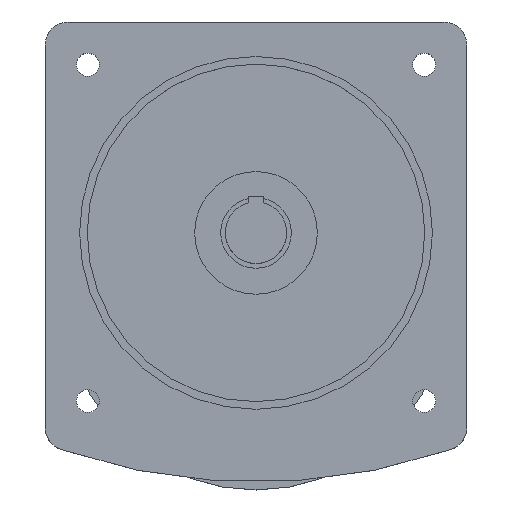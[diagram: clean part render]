
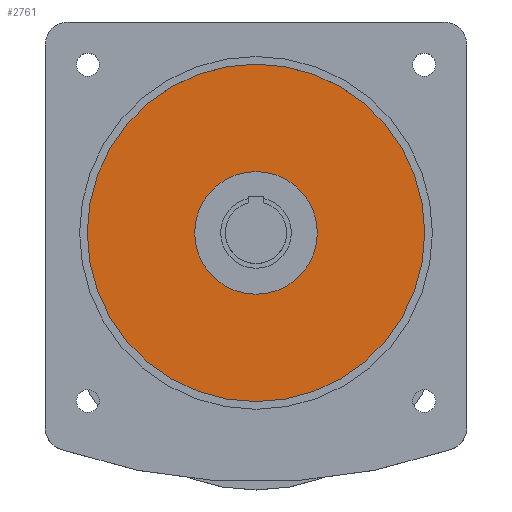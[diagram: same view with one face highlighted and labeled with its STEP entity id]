
A CAD part, top view. The second image highlights one B-rep face of the part: STEP entity #2761.
In plain terms, the highlighted planar face has unit normal (0, 0, 1).
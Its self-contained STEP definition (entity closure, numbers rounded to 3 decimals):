
#73 = CARTESIAN_POINT ( 'NONE',  ( 0., 0., 0. ) ) ;
#209 = DIRECTION ( 'NONE',  ( 1., 0., 0. ) ) ;
#394 = CARTESIAN_POINT ( 'NONE',  ( 0., 0., 0. ) ) ;
#512 = CARTESIAN_POINT ( 'NONE',  ( 40., 0., 0. ) ) ;
#519 = ORIENTED_EDGE ( 'NONE', *, *, #725, .F. ) ;
#533 = EDGE_CURVE ( 'NONE', #743, #664, #4556, .T. ) ;
#664 = VERTEX_POINT ( 'NONE', #1326 ) ;
#701 = CIRCLE ( 'NONE', #4381, 110. ) ;
#725 = EDGE_CURVE ( 'NONE', #664, #743, #701, .T. ) ;
#743 = VERTEX_POINT ( 'NONE', #2190 ) ;
#785 = EDGE_LOOP ( 'NONE', ( #5132, #3870 ) ) ;
#862 = VERTEX_POINT ( 'NONE', #512 ) ;
#1029 = CARTESIAN_POINT ( 'NONE',  ( -40., 0., 0. ) ) ;
#1032 = CARTESIAN_POINT ( 'NONE',  ( 0., 0., 0. ) ) ;
#1111 = AXIS2_PLACEMENT_3D ( 'NONE', #3868, #2082, #2977 ) ;
#1326 = CARTESIAN_POINT ( 'NONE',  ( -110., 0., 0. ) ) ;
#1328 = FACE_BOUND ( 'NONE', #785, .T. ) ;
#1485 = DIRECTION ( 'NONE',  ( 0., 0., 1. ) ) ;
#1774 = DIRECTION ( 'NONE',  ( 0., 0., -1. ) ) ;
#1928 = DIRECTION ( 'NONE',  ( 1., 0., 0. ) ) ;
#2082 = DIRECTION ( 'NONE',  ( 0., 0., 1. ) ) ;
#2190 = CARTESIAN_POINT ( 'NONE',  ( 110., 0., 0. ) ) ;
#2482 = EDGE_CURVE ( 'NONE', #4916, #862, #4729, .T. ) ;
#2560 = AXIS2_PLACEMENT_3D ( 'NONE', #73, #4777, #209 ) ;
#2675 = EDGE_LOOP ( 'NONE', ( #519, #4001 ) ) ;
#2697 = AXIS2_PLACEMENT_3D ( 'NONE', #1032, #5179, #2835 ) ;
#2761 = ADVANCED_FACE ( 'NONE', ( #5374, #1328 ), #2846, .T. ) ;
#2835 = DIRECTION ( 'NONE',  ( 1., 0., 0. ) ) ;
#2846 = PLANE ( 'NONE',  #4573 ) ;
#2977 = DIRECTION ( 'NONE',  ( 1., 0., 0. ) ) ;
#3292 = CARTESIAN_POINT ( 'NONE',  ( 0., 228.125, 0. ) ) ;
#3655 = EDGE_CURVE ( 'NONE', #862, #4916, #5855, .T. ) ;
#3868 = CARTESIAN_POINT ( 'NONE',  ( 0., 0., 0. ) ) ;
#3870 = ORIENTED_EDGE ( 'NONE', *, *, #3655, .F. ) ;
#4001 = ORIENTED_EDGE ( 'NONE', *, *, #533, .F. ) ;
#4381 = AXIS2_PLACEMENT_3D ( 'NONE', #394, #1774, #5353 ) ;
#4556 = CIRCLE ( 'NONE', #2560, 110. ) ;
#4573 = AXIS2_PLACEMENT_3D ( 'NONE', #3292, #1485, #1928 ) ;
#4729 = CIRCLE ( 'NONE', #1111, 40. ) ;
#4777 = DIRECTION ( 'NONE',  ( 0., 0., -1. ) ) ;
#4916 = VERTEX_POINT ( 'NONE', #1029 ) ;
#5132 = ORIENTED_EDGE ( 'NONE', *, *, #2482, .F. ) ;
#5179 = DIRECTION ( 'NONE',  ( 0., 0., 1. ) ) ;
#5353 = DIRECTION ( 'NONE',  ( 1., 0., 0. ) ) ;
#5374 = FACE_OUTER_BOUND ( 'NONE', #2675, .T. ) ;
#5855 = CIRCLE ( 'NONE', #2697, 40. ) ;
